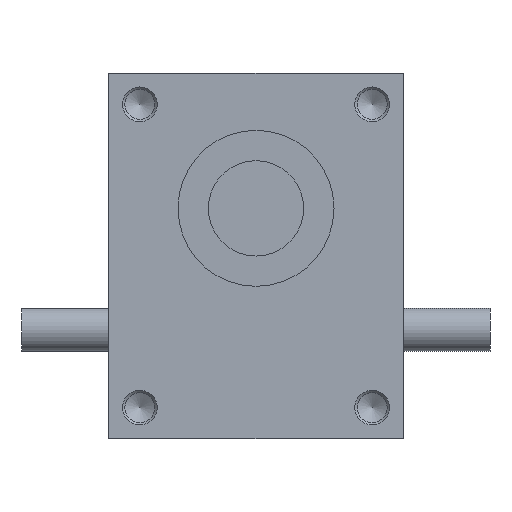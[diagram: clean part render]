
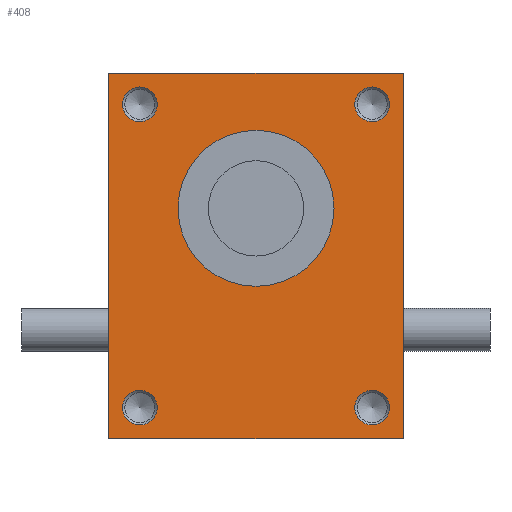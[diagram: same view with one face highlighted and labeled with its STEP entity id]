
A CAD part, front view. The second image highlights one B-rep face of the part: STEP entity #408.
In plain terms, the highlighted planar face has unit normal (0, -1, 0).
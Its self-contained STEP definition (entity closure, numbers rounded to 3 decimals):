
#408 = ADVANCED_FACE( '', ( #908, #909, #910, #911, #912, #913 ), #914, .F. );
#908 = FACE_BOUND( '', #1517, .T. );
#909 = FACE_BOUND( '', #1518, .T. );
#910 = FACE_BOUND( '', #1519, .T. );
#911 = FACE_BOUND( '', #1520, .T. );
#912 = FACE_BOUND( '', #1521, .T. );
#913 = FACE_OUTER_BOUND( '', #1522, .T. );
#914 = PLANE( '', #1523 );
#1517 = EDGE_LOOP( '', ( #2477 ) );
#1518 = EDGE_LOOP( '', ( #2478 ) );
#1519 = EDGE_LOOP( '', ( #2479 ) );
#1520 = EDGE_LOOP( '', ( #2480 ) );
#1521 = EDGE_LOOP( '', ( #2481 ) );
#1522 = EDGE_LOOP( '', ( #2482, #2483, #2484, #2485 ) );
#1523 = AXIS2_PLACEMENT_3D( '', #2486, #2487, #2488 );
#2477 = ORIENTED_EDGE( '', *, *, #3551, .F. );
#2478 = ORIENTED_EDGE( '', *, *, #3436, .F. );
#2479 = ORIENTED_EDGE( '', *, *, #3552, .F. );
#2480 = ORIENTED_EDGE( '', *, *, #3553, .F. );
#2481 = ORIENTED_EDGE( '', *, *, #3398, .T. );
#2482 = ORIENTED_EDGE( '', *, *, #3458, .T. );
#2483 = ORIENTED_EDGE( '', *, *, #3274, .F. );
#2484 = ORIENTED_EDGE( '', *, *, #3554, .F. );
#2485 = ORIENTED_EDGE( '', *, *, #3497, .T. );
#2486 = CARTESIAN_POINT( '', ( -85., -75., 105.5 ) );
#2487 = DIRECTION( '', ( 0., 1., 0. ) );
#2488 = DIRECTION( '', ( 0., 0., 1. ) );
#3274 = EDGE_CURVE( '', #3837, #3832, #3839, .T. );
#3398 = EDGE_CURVE( '', #4040, #4040, #4041, .T. );
#3436 = EDGE_CURVE( '', #4100, #4100, #4101, .T. );
#3458 = EDGE_CURVE( '', #4127, #3832, #4130, .T. );
#3497 = EDGE_CURVE( '', #4188, #4127, #4189, .T. );
#3551 = EDGE_CURVE( '', #4271, #4271, #4272, .T. );
#3552 = EDGE_CURVE( '', #4273, #4273, #4274, .T. );
#3553 = EDGE_CURVE( '', #4275, #4275, #4276, .T. );
#3554 = EDGE_CURVE( '', #4188, #3837, #4277, .T. );
#3832 = VERTEX_POINT( '', #4610 );
#3837 = VERTEX_POINT( '', #4617 );
#3839 = LINE( '', #4620, #4621 );
#4040 = VERTEX_POINT( '', #4920 );
#4041 = CIRCLE( '', #4921, 45. );
#4100 = VERTEX_POINT( '', #5000 );
#4101 = CIRCLE( '', #5001, 10. );
#4127 = VERTEX_POINT( '', #5063 );
#4130 = LINE( '', #5068, #5069 );
#4188 = VERTEX_POINT( '', #5142 );
#4189 = LINE( '', #5143, #5144 );
#4271 = VERTEX_POINT( '', #5259 );
#4272 = CIRCLE( '', #5260, 10. );
#4273 = VERTEX_POINT( '', #5261 );
#4274 = CIRCLE( '', #5262, 10. );
#4275 = VERTEX_POINT( '', #5263 );
#4276 = CIRCLE( '', #5264, 10. );
#4277 = LINE( '', #5265, #5266 );
#4610 = CARTESIAN_POINT( '', ( 85., -75., -105.5 ) );
#4617 = CARTESIAN_POINT( '', ( 85., -75., 105.5 ) );
#4620 = CARTESIAN_POINT( '', ( 85., -75., 105.5 ) );
#4621 = VECTOR( '', #5619, 1000. );
#4920 = CARTESIAN_POINT( '', ( 45., -75., 27.5 ) );
#4921 = AXIS2_PLACEMENT_3D( '', #5760, #5761, #5762 );
#5000 = CARTESIAN_POINT( '', ( -67., -75., 77.5 ) );
#5001 = AXIS2_PLACEMENT_3D( '', #5798, #5799, #5800 );
#5063 = CARTESIAN_POINT( '', ( -85., -75., -105.5 ) );
#5068 = CARTESIAN_POINT( '', ( -85., -75., -105.5 ) );
#5069 = VECTOR( '', #5824, 1000. );
#5142 = CARTESIAN_POINT( '', ( -85., -75., 105.5 ) );
#5143 = CARTESIAN_POINT( '', ( -85., -75., 105.5 ) );
#5144 = VECTOR( '', #5870, 1000. );
#5259 = CARTESIAN_POINT( '', ( -67., -75., -97.5 ) );
#5260 = AXIS2_PLACEMENT_3D( '', #5958, #5959, #5960 );
#5261 = CARTESIAN_POINT( '', ( 67., -75., 77.5 ) );
#5262 = AXIS2_PLACEMENT_3D( '', #5961, #5962, #5963 );
#5263 = CARTESIAN_POINT( '', ( 67., -75., -97.5 ) );
#5264 = AXIS2_PLACEMENT_3D( '', #5964, #5965, #5966 );
#5265 = CARTESIAN_POINT( '', ( -85., -75., 105.5 ) );
#5266 = VECTOR( '', #5967, 1000. );
#5619 = DIRECTION( '', ( 0., 0., -1. ) );
#5760 = CARTESIAN_POINT( '', ( 0., -75., 27.5 ) );
#5761 = DIRECTION( '', ( 0., 1., 0. ) );
#5762 = DIRECTION( '', ( 1., 0., 0. ) );
#5798 = CARTESIAN_POINT( '', ( -67., -75., 87.5 ) );
#5799 = DIRECTION( '', ( 0., -1., 0. ) );
#5800 = DIRECTION( '', ( 0., 0., -1. ) );
#5824 = DIRECTION( '', ( 1., 0., 0. ) );
#5870 = DIRECTION( '', ( 0., 0., -1. ) );
#5958 = CARTESIAN_POINT( '', ( -67., -75., -87.5 ) );
#5959 = DIRECTION( '', ( 0., -1., 0. ) );
#5960 = DIRECTION( '', ( 0., 0., -1. ) );
#5961 = CARTESIAN_POINT( '', ( 67., -75., 87.5 ) );
#5962 = DIRECTION( '', ( 0., -1., 0. ) );
#5963 = DIRECTION( '', ( 0., 0., -1. ) );
#5964 = CARTESIAN_POINT( '', ( 67., -75., -87.5 ) );
#5965 = DIRECTION( '', ( 0., -1., 0. ) );
#5966 = DIRECTION( '', ( 0., 0., -1. ) );
#5967 = DIRECTION( '', ( 1., 0., 0. ) );
